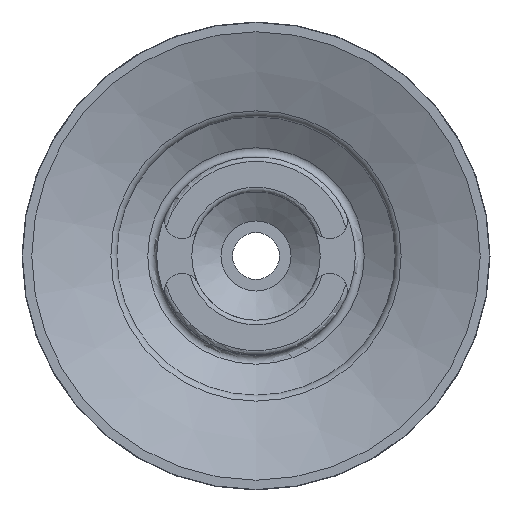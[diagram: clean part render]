
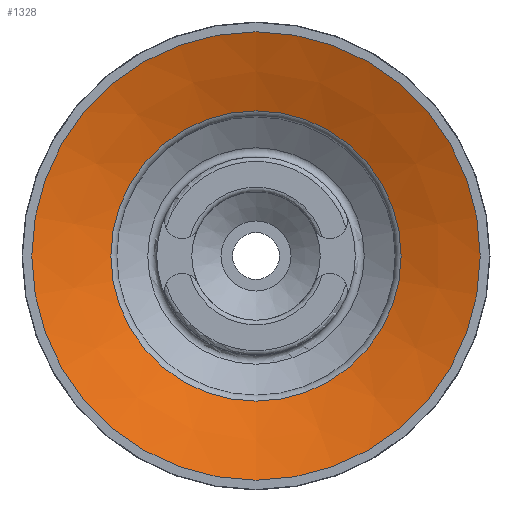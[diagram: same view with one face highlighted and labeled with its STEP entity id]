
A CAD part, front view. The second image highlights one B-rep face of the part: STEP entity #1328.
In plain terms, the highlighted conical face has half-angle 69 degrees and reference radius 19.2 mm.
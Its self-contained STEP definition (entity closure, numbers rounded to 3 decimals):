
#28=CONICAL_SURFACE('',#1429,19.2,1.204);
#217=ORIENTED_EDGE('',*,*,#428,.F.);
#218=ORIENTED_EDGE('',*,*,#427,.T.);
#427=EDGE_CURVE('',#534,#534,#605,.T.);
#428=EDGE_CURVE('',#535,#535,#606,.T.);
#534=VERTEX_POINT('',#1955);
#535=VERTEX_POINT('',#1958);
#605=CIRCLE('',#1428,19.2);
#606=CIRCLE('',#1430,12.428);
#675=EDGE_LOOP('',(#217));
#676=EDGE_LOOP('',(#218));
#771=FACE_BOUND('',#675,.T.);
#772=FACE_BOUND('',#676,.T.);
#1328=ADVANCED_FACE('',(#771,#772),#28,.F.);
#1428=AXIS2_PLACEMENT_3D('',#1954,#1617,#1618);
#1429=AXIS2_PLACEMENT_3D('',#1956,#1619,#1620);
#1430=AXIS2_PLACEMENT_3D('',#1957,#1621,#1622);
#1617=DIRECTION('',(0.,-1.,0.));
#1618=DIRECTION('',(0.,0.,-1.));
#1619=DIRECTION('',(0.,-1.,0.));
#1620=DIRECTION('',(0.,0.,-1.));
#1621=DIRECTION('',(0.,-1.,0.));
#1622=DIRECTION('',(0.,0.,-1.));
#1954=CARTESIAN_POINT('',(0.,0.104,0.));
#1955=CARTESIAN_POINT('',(0.,0.104,-19.2));
#1956=CARTESIAN_POINT('',(0.,0.104,0.));
#1957=CARTESIAN_POINT('',(0.,2.703,0.));
#1958=CARTESIAN_POINT('',(0.,2.703,-12.428));
